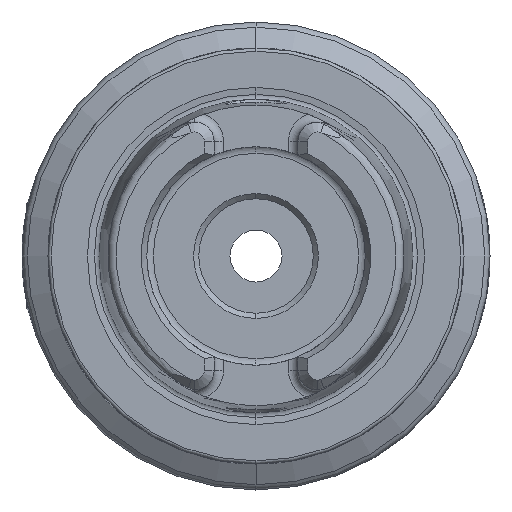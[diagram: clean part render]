
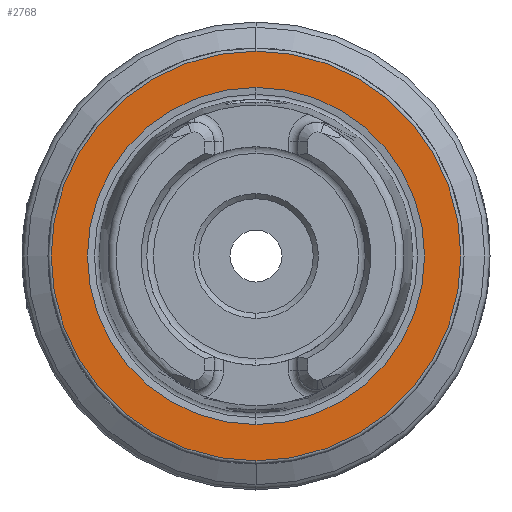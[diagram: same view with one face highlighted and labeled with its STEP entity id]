
A CAD part, left-side view. The second image highlights one B-rep face of the part: STEP entity #2768.
In plain terms, the highlighted planar face has unit normal (-1, 0, 0).
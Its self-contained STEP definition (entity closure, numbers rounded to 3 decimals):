
#22 = VERTEX_POINT ( 'NONE', #1271 ) ;
#379 = FACE_OUTER_BOUND ( 'NONE', #681, .T. ) ;
#461 = DIRECTION ( 'NONE',  ( 0., 0., -1. ) ) ;
#652 = DIRECTION ( 'NONE',  ( -1., 0., 0. ) ) ;
#681 = EDGE_LOOP ( 'NONE', ( #7726, #7100 ) ) ;
#719 = CIRCLE ( 'NONE', #5817, 19.7 ) ;
#769 = CARTESIAN_POINT ( 'NONE',  ( 0., 0., 0. ) ) ;
#1109 = ORIENTED_EDGE ( 'NONE', *, *, #6295, .F. ) ;
#1271 = CARTESIAN_POINT ( 'NONE',  ( 0., 0., -19.7 ) ) ;
#1315 = AXIS2_PLACEMENT_3D ( 'NONE', #7326, #3613, #7962 ) ;
#1400 = DIRECTION ( 'NONE',  ( 0., 0., 1. ) ) ;
#1534 = CARTESIAN_POINT ( 'NONE',  ( 0., 0., 16.207 ) ) ;
#1731 = CIRCLE ( 'NONE', #5476, 16.207 ) ;
#1831 = FACE_BOUND ( 'NONE', #3633, .T. ) ;
#2159 = CARTESIAN_POINT ( 'NONE',  ( 0., 0., 19.7 ) ) ;
#2182 = AXIS2_PLACEMENT_3D ( 'NONE', #7908, #2304, #461 ) ;
#2304 = DIRECTION ( 'NONE',  ( 1., 0., 0. ) ) ;
#2534 = CARTESIAN_POINT ( 'NONE',  ( 0., 0., 0. ) ) ;
#2647 = AXIS2_PLACEMENT_3D ( 'NONE', #769, #5129, #1400 ) ;
#2768 = ADVANCED_FACE ( 'NONE', ( #1831, #379 ), #3561, .F. ) ;
#3169 = DIRECTION ( 'NONE',  ( 0., 0., 1. ) ) ;
#3561 = PLANE ( 'NONE',  #2182 ) ;
#3613 = DIRECTION ( 'NONE',  ( -1., 0., 0. ) ) ;
#3633 = EDGE_LOOP ( 'NONE', ( #7600, #1109 ) ) ;
#3709 = EDGE_CURVE ( 'NONE', #7682, #22, #5434, .T. ) ;
#3930 = EDGE_CURVE ( 'NONE', #5524, #6641, #1731, .T. ) ;
#4385 = CARTESIAN_POINT ( 'NONE',  ( 0., 0., 0. ) ) ;
#5014 = DIRECTION ( 'NONE',  ( 0., 0., 1. ) ) ;
#5028 = CIRCLE ( 'NONE', #2647, 16.207 ) ;
#5129 = DIRECTION ( 'NONE',  ( -1., 0., 0. ) ) ;
#5434 = CIRCLE ( 'NONE', #1315, 19.7 ) ;
#5447 = CARTESIAN_POINT ( 'NONE',  ( 0., 0., -16.207 ) ) ;
#5476 = AXIS2_PLACEMENT_3D ( 'NONE', #4385, #652, #5014 ) ;
#5524 = VERTEX_POINT ( 'NONE', #1534 ) ;
#5817 = AXIS2_PLACEMENT_3D ( 'NONE', #2534, #6896, #3169 ) ;
#6295 = EDGE_CURVE ( 'NONE', #6641, #5524, #5028, .T. ) ;
#6641 = VERTEX_POINT ( 'NONE', #5447 ) ;
#6896 = DIRECTION ( 'NONE',  ( -1., 0., 0. ) ) ;
#7100 = ORIENTED_EDGE ( 'NONE', *, *, #7522, .T. ) ;
#7326 = CARTESIAN_POINT ( 'NONE',  ( 0., 0., 0. ) ) ;
#7522 = EDGE_CURVE ( 'NONE', #22, #7682, #719, .T. ) ;
#7600 = ORIENTED_EDGE ( 'NONE', *, *, #3930, .F. ) ;
#7682 = VERTEX_POINT ( 'NONE', #2159 ) ;
#7726 = ORIENTED_EDGE ( 'NONE', *, *, #3709, .T. ) ;
#7908 = CARTESIAN_POINT ( 'NONE',  ( 0., 19.7, 0. ) ) ;
#7962 = DIRECTION ( 'NONE',  ( 0., 0., 1. ) ) ;
